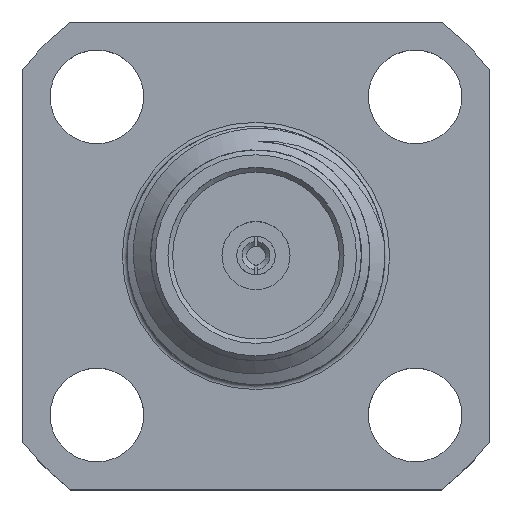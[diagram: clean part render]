
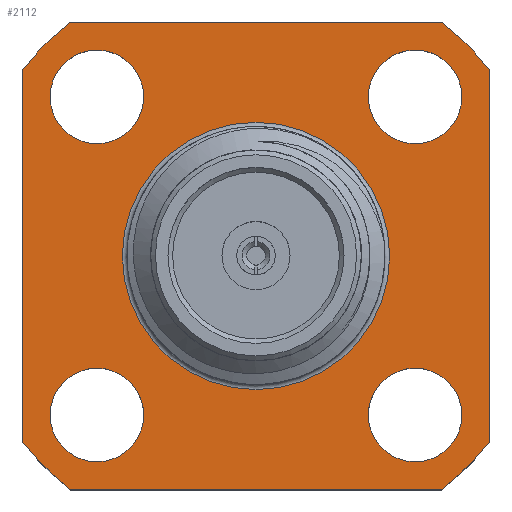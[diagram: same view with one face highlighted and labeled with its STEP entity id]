
A CAD part, top view. The second image highlights one B-rep face of the part: STEP entity #2112.
In plain terms, the highlighted planar face has unit normal (0, 0, 1).
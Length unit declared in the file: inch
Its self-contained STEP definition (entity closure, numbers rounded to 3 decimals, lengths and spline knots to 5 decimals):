
#7 = EDGE_CURVE ( 'NONE', #2772, #1248, #5777, .T. ) ;
#27 = CARTESIAN_POINT ( 'NONE',  ( 0., 0., 0. ) ) ;
#47 = CIRCLE ( 'NONE', #4598, 0.05 ) ;
#85 = FACE_BOUND ( 'NONE', #914, .T. ) ;
#107 = EDGE_CURVE ( 'NONE', #1189, #1189, #47, .T. ) ;
#144 = FACE_BOUND ( 'NONE', #5286, .T. ) ;
#154 = CARTESIAN_POINT ( 'NONE',  ( -0.25, -0.25, 0. ) ) ;
#155 = DIRECTION ( 'NONE',  ( 0., 0., 1. ) ) ;
#207 = ORIENTED_EDGE ( 'NONE', *, *, #4483, .T. ) ;
#297 = ORIENTED_EDGE ( 'NONE', *, *, #4406, .F. ) ;
#373 = EDGE_LOOP ( 'NONE', ( #854 ) ) ;
#382 = VERTEX_POINT ( 'NONE', #3128 ) ;
#519 = ORIENTED_EDGE ( 'NONE', *, *, #107, .F. ) ;
#534 = ORIENTED_EDGE ( 'NONE', *, *, #7, .T. ) ;
#621 = DIRECTION ( 'NONE',  ( 0., -1., 0. ) ) ;
#687 = EDGE_CURVE ( 'NONE', #2143, #1117, #2232, .T. ) ;
#769 = DIRECTION ( 'NONE',  ( 1., 0., 0. ) ) ;
#778 = CARTESIAN_POINT ( 'NONE',  ( 0.19836, 0.25, 0. ) ) ;
#796 = EDGE_CURVE ( 'NONE', #797, #797, #5747, .T. ) ;
#797 = VERTEX_POINT ( 'NONE', #5805 ) ;
#854 = ORIENTED_EDGE ( 'NONE', *, *, #2409, .F. ) ;
#887 = CARTESIAN_POINT ( 'NONE',  ( -0.17, 0.17, 0. ) ) ;
#914 = EDGE_LOOP ( 'NONE', ( #3818 ) ) ;
#979 = DIRECTION ( 'NONE',  ( -1., 0., 0. ) ) ;
#999 = CARTESIAN_POINT ( 'NONE',  ( 0., 0., 0. ) ) ;
#1044 = CARTESIAN_POINT ( 'NONE',  ( 0.17, -0.17, 0. ) ) ;
#1097 = CARTESIAN_POINT ( 'NONE',  ( 0., 0., 0. ) ) ;
#1117 = VERTEX_POINT ( 'NONE', #1870 ) ;
#1118 = AXIS2_PLACEMENT_3D ( 'NONE', #999, #3242, #5530 ) ;
#1162 = AXIS2_PLACEMENT_3D ( 'NONE', #27, #4544, #1416 ) ;
#1189 = VERTEX_POINT ( 'NONE', #5719 ) ;
#1248 = VERTEX_POINT ( 'NONE', #1483 ) ;
#1302 = ORIENTED_EDGE ( 'NONE', *, *, #687, .F. ) ;
#1310 = CARTESIAN_POINT ( 'NONE',  ( 0.22, -0.17, 0. ) ) ;
#1416 = DIRECTION ( 'NONE',  ( -1., 0., 0. ) ) ;
#1459 = EDGE_CURVE ( 'NONE', #382, #382, #1902, .T. ) ;
#1483 = CARTESIAN_POINT ( 'NONE',  ( 0.19836, -0.25, 0. ) ) ;
#1602 = VERTEX_POINT ( 'NONE', #5466 ) ;
#1755 = VERTEX_POINT ( 'NONE', #1310 ) ;
#1779 = DIRECTION ( 'NONE',  ( 0., 0., 1. ) ) ;
#1836 = DIRECTION ( 'NONE',  ( 1., 0., 0. ) ) ;
#1870 = CARTESIAN_POINT ( 'NONE',  ( -0.19836, 0.25, 0. ) ) ;
#1899 = FACE_BOUND ( 'NONE', #2532, .T. ) ;
#1902 = CIRCLE ( 'NONE', #3433, 0.05 ) ;
#1930 = FACE_OUTER_BOUND ( 'NONE', #5057, .T. ) ;
#1941 = VERTEX_POINT ( 'NONE', #3629 ) ;
#2112 = ADVANCED_FACE ( 'NONE', ( #85, #1899, #4629, #144, #3725, #1930 ), #3756, .F. ) ;
#2143 = VERTEX_POINT ( 'NONE', #4659 ) ;
#2146 = CARTESIAN_POINT ( 'NONE',  ( 0.25, -0.19836, 0. ) ) ;
#2227 = EDGE_CURVE ( 'NONE', #3301, #1602, #2302, .T. ) ;
#2232 = CIRCLE ( 'NONE', #4231, 0.31913 ) ;
#2264 = CARTESIAN_POINT ( 'NONE',  ( -0.17, -0.17, 0. ) ) ;
#2265 = EDGE_CURVE ( 'NONE', #3301, #1248, #3704, .T. ) ;
#2302 = LINE ( 'NONE', #4970, #4178 ) ;
#2409 = EDGE_CURVE ( 'NONE', #1755, #1755, #5472, .T. ) ;
#2439 = AXIS2_PLACEMENT_3D ( 'NONE', #1044, #155, #5204 ) ;
#2511 = CARTESIAN_POINT ( 'NONE',  ( 0.17, 0.17, 0. ) ) ;
#2532 = EDGE_LOOP ( 'NONE', ( #519 ) ) ;
#2594 = AXIS2_PLACEMENT_3D ( 'NONE', #2264, #2825, #3723 ) ;
#2712 = DIRECTION ( 'NONE',  ( 0., 0., 1. ) ) ;
#2747 = VERTEX_POINT ( 'NONE', #778 ) ;
#2772 = VERTEX_POINT ( 'NONE', #5730 ) ;
#2825 = DIRECTION ( 'NONE',  ( 0., 0., 1. ) ) ;
#2927 = DIRECTION ( 'NONE',  ( 0., 0., -1. ) ) ;
#3037 = DIRECTION ( 'NONE',  ( -1., 0., 0. ) ) ;
#3039 = DIRECTION ( 'NONE',  ( 0., 0., 1. ) ) ;
#3128 = CARTESIAN_POINT ( 'NONE',  ( -0.12, 0.17, 0. ) ) ;
#3212 = CARTESIAN_POINT ( 'NONE',  ( 0., 0., 0. ) ) ;
#3242 = DIRECTION ( 'NONE',  ( 0., 0., -1. ) ) ;
#3301 = VERTEX_POINT ( 'NONE', #2146 ) ;
#3433 = AXIS2_PLACEMENT_3D ( 'NONE', #887, #2712, #4519 ) ;
#3434 = ORIENTED_EDGE ( 'NONE', *, *, #5870, .T. ) ;
#3489 = DIRECTION ( 'NONE',  ( 1., 0., 0. ) ) ;
#3613 = CARTESIAN_POINT ( 'NONE',  ( 0., 0., 0. ) ) ;
#3629 = CARTESIAN_POINT ( 'NONE',  ( -0.25, -0.19836, 0. ) ) ;
#3633 = CIRCLE ( 'NONE', #2594, 0.05 ) ;
#3704 = CIRCLE ( 'NONE', #4736, 0.31913 ) ;
#3723 = DIRECTION ( 'NONE',  ( 1., 0., 0. ) ) ;
#3725 = FACE_BOUND ( 'NONE', #5590, .T. ) ;
#3756 = PLANE ( 'NONE',  #1118 ) ;
#3760 = AXIS2_PLACEMENT_3D ( 'NONE', #3877, #4784, #5683 ) ;
#3818 = ORIENTED_EDGE ( 'NONE', *, *, #1459, .F. ) ;
#3875 = ORIENTED_EDGE ( 'NONE', *, *, #2227, .T. ) ;
#3877 = CARTESIAN_POINT ( 'NONE',  ( 0., 0., 0. ) ) ;
#3931 = AXIS2_PLACEMENT_3D ( 'NONE', #3212, #1779, #1836 ) ;
#3966 = LINE ( 'NONE', #4872, #5288 ) ;
#4025 = CIRCLE ( 'NONE', #3931, 0.31913 ) ;
#4069 = DIRECTION ( 'NONE',  ( 0., 1., 0. ) ) ;
#4085 = ORIENTED_EDGE ( 'NONE', *, *, #796, .T. ) ;
#4091 = EDGE_CURVE ( 'NONE', #5471, #5471, #3633, .T. ) ;
#4178 = VECTOR ( 'NONE', #4069, 39.37008 ) ;
#4231 = AXIS2_PLACEMENT_3D ( 'NONE', #1097, #2927, #4292 ) ;
#4292 = DIRECTION ( 'NONE',  ( -1., 0., 0. ) ) ;
#4406 = EDGE_CURVE ( 'NONE', #2772, #1941, #4769, .T. ) ;
#4419 = VECTOR ( 'NONE', #3489, 39.37008 ) ;
#4483 = EDGE_CURVE ( 'NONE', #1602, #2747, #4025, .T. ) ;
#4519 = DIRECTION ( 'NONE',  ( 1., 0., 0. ) ) ;
#4544 = DIRECTION ( 'NONE',  ( 0., 0., -1. ) ) ;
#4598 = AXIS2_PLACEMENT_3D ( 'NONE', #2511, #3039, #769 ) ;
#4629 = FACE_BOUND ( 'NONE', #373, .T. ) ;
#4659 = CARTESIAN_POINT ( 'NONE',  ( -0.25, 0.19836, 0. ) ) ;
#4698 = ORIENTED_EDGE ( 'NONE', *, *, #4091, .F. ) ;
#4709 = VECTOR ( 'NONE', #621, 39.37008 ) ;
#4736 = AXIS2_PLACEMENT_3D ( 'NONE', #3613, #5056, #979 ) ;
#4742 = ORIENTED_EDGE ( 'NONE', *, *, #5861, .T. ) ;
#4769 = CIRCLE ( 'NONE', #1162, 0.31913 ) ;
#4784 = DIRECTION ( 'NONE',  ( 0., 0., -1. ) ) ;
#4872 = CARTESIAN_POINT ( 'NONE',  ( -0.25, 0.25, 0. ) ) ;
#4970 = CARTESIAN_POINT ( 'NONE',  ( 0.25, -0.25, 0. ) ) ;
#5017 = CARTESIAN_POINT ( 'NONE',  ( -0.12, -0.17, 0. ) ) ;
#5056 = DIRECTION ( 'NONE',  ( 0., 0., -1. ) ) ;
#5057 = EDGE_LOOP ( 'NONE', ( #1302, #4742, #297, #534, #5675, #3875, #207, #3434 ) ) ;
#5177 = CARTESIAN_POINT ( 'NONE',  ( -0.25, -0.25, 0. ) ) ;
#5204 = DIRECTION ( 'NONE',  ( 1., 0., 0. ) ) ;
#5286 = EDGE_LOOP ( 'NONE', ( #4698 ) ) ;
#5288 = VECTOR ( 'NONE', #3037, 39.37008 ) ;
#5466 = CARTESIAN_POINT ( 'NONE',  ( 0.25, 0.19836, 0. ) ) ;
#5471 = VERTEX_POINT ( 'NONE', #5017 ) ;
#5472 = CIRCLE ( 'NONE', #2439, 0.05 ) ;
#5530 = DIRECTION ( 'NONE',  ( 0., -1., 0. ) ) ;
#5573 = LINE ( 'NONE', #154, #4709 ) ;
#5590 = EDGE_LOOP ( 'NONE', ( #4085 ) ) ;
#5675 = ORIENTED_EDGE ( 'NONE', *, *, #2265, .F. ) ;
#5683 = DIRECTION ( 'NONE',  ( -1., 0., 0. ) ) ;
#5719 = CARTESIAN_POINT ( 'NONE',  ( 0.22, 0.17, 0. ) ) ;
#5730 = CARTESIAN_POINT ( 'NONE',  ( -0.19836, -0.25, 0. ) ) ;
#5747 = CIRCLE ( 'NONE', #3760, 0.1428 ) ;
#5777 = LINE ( 'NONE', #5177, #4419 ) ;
#5805 = CARTESIAN_POINT ( 'NONE',  ( -0.1428, 0., 0. ) ) ;
#5861 = EDGE_CURVE ( 'NONE', #2143, #1941, #5573, .T. ) ;
#5870 = EDGE_CURVE ( 'NONE', #2747, #1117, #3966, .T. ) ;
